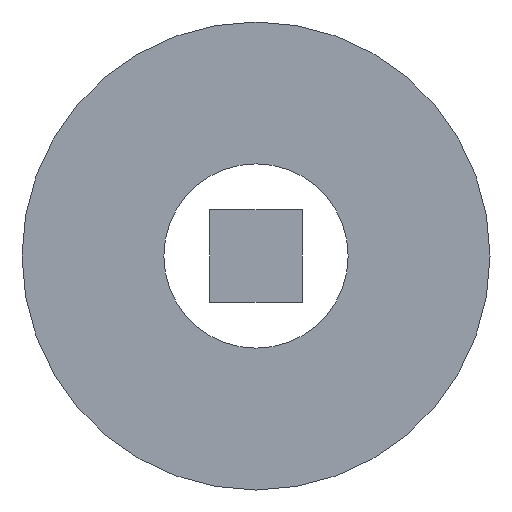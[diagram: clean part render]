
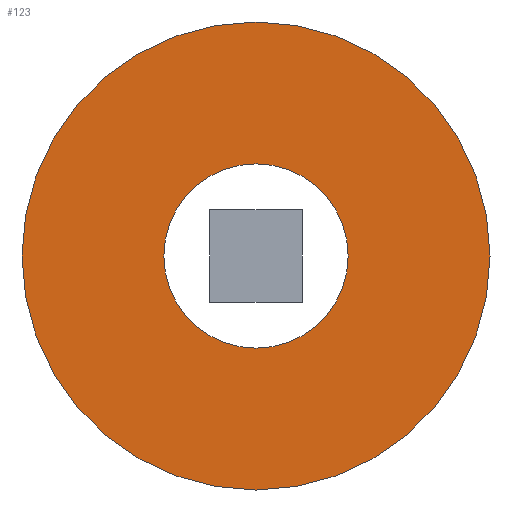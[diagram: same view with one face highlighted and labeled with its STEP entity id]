
A CAD part, left-side view. The second image highlights one B-rep face of the part: STEP entity #123.
In plain terms, the highlighted planar face has unit normal (-1, 0, 0).
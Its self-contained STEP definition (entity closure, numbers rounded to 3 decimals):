
#11=FACE_BOUND('',#61,.F.);
#17=CIRCLE('',#274,5.);
#20=CIRCLE('',#277,12.7);
#21=CIRCLE('',#278,5.);
#24=CIRCLE('',#281,12.7);
#49=FACE_OUTER_BOUND('',#62,.F.);
#61=EDGE_LOOP('',(#99,#100));
#62=EDGE_LOOP('',(#101,#102));
#99=ORIENTED_EDGE('',*,*,#202,.T.);
#100=ORIENTED_EDGE('',*,*,#194,.T.);
#101=ORIENTED_EDGE('',*,*,#205,.F.);
#102=ORIENTED_EDGE('',*,*,#197,.F.);
#123=ADVANCED_FACE('',(#11,#49),#133,.T.);
#133=PLANE('',#284);
#194=EDGE_CURVE('',#221,#220,#17,.T.);
#197=EDGE_CURVE('',#215,#214,#20,.T.);
#202=EDGE_CURVE('',#220,#221,#21,.T.);
#205=EDGE_CURVE('',#214,#215,#24,.T.);
#214=VERTEX_POINT('',#391);
#215=VERTEX_POINT('',#392);
#220=VERTEX_POINT('',#397);
#221=VERTEX_POINT('',#398);
#274=AXIS2_PLACEMENT_3D('',#399,#324,#325);
#277=AXIS2_PLACEMENT_3D('',#402,#330,#331);
#278=AXIS2_PLACEMENT_3D('',#407,#336,#337);
#281=AXIS2_PLACEMENT_3D('',#410,#342,#343);
#284=AXIS2_PLACEMENT_3D('',#413,#348,#349);
#324=DIRECTION('',(-1.,0.,0.));
#325=DIRECTION('',(0.,1.,0.));
#330=DIRECTION('',(-1.,0.,0.));
#331=DIRECTION('',(0.,1.,0.));
#336=DIRECTION('',(-1.,0.,0.));
#337=DIRECTION('',(0.,-1.,0.));
#342=DIRECTION('',(-1.,0.,0.));
#343=DIRECTION('',(0.,-1.,0.));
#348=DIRECTION('',(-1.,0.,0.));
#349=DIRECTION('',(0.,0.,1.));
#391=CARTESIAN_POINT('',(0.,-12.7,0.));
#392=CARTESIAN_POINT('',(0.,12.7,0.));
#397=CARTESIAN_POINT('',(0.,-5.,0.));
#398=CARTESIAN_POINT('',(0.,5.,0.));
#399=CARTESIAN_POINT('',(0.,0.,0.));
#402=CARTESIAN_POINT('',(0.,0.,0.));
#407=CARTESIAN_POINT('',(0.,0.,0.));
#410=CARTESIAN_POINT('',(0.,0.,0.));
#413=CARTESIAN_POINT('',(0.,-12.954,-12.954));
